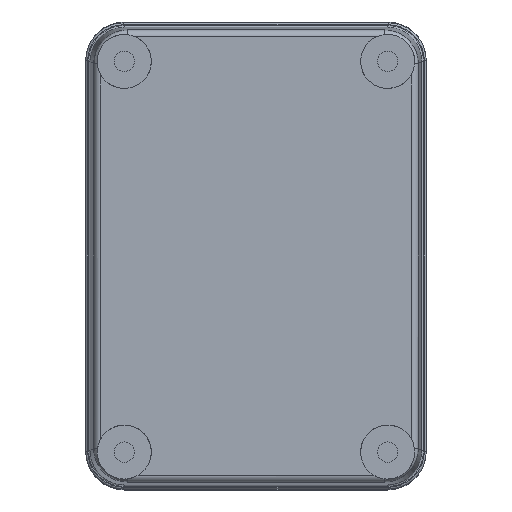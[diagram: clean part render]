
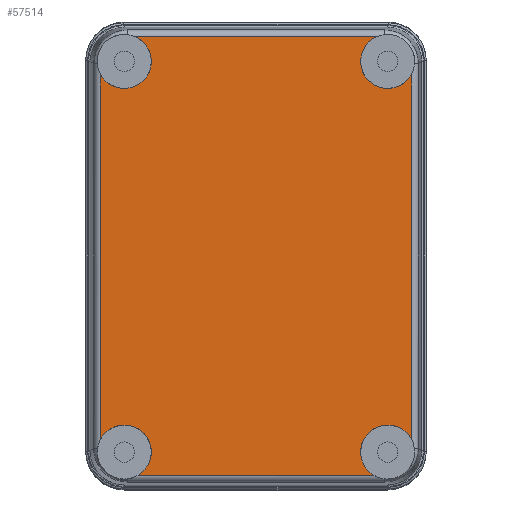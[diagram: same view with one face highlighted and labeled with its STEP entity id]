
A CAD part, front view. The second image highlights one B-rep face of the part: STEP entity #57514.
In plain terms, the highlighted planar face has unit normal (0, -1, 0).
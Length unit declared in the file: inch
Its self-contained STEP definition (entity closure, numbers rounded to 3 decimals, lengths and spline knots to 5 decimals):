
#149 = CARTESIAN_POINT ( 'NONE',  ( -1.4416, -1.965, 1.68637 ) ) ;
#584 = CIRCLE ( 'NONE', #24370, 0.25 ) ;
#1260 = DIRECTION ( 'NONE',  ( 0., 1., 0. ) ) ;
#2325 = EDGE_CURVE ( 'NONE', #53501, #60611, #71082, .T. ) ;
#3102 = EDGE_LOOP ( 'NONE', ( #7865, #71554, #43971, #63903, #47273, #21783, #65952, #43337 ) ) ;
#3947 = CIRCLE ( 'NONE', #68956, 0.25 ) ;
#4610 = DIRECTION ( 'NONE',  ( 0., -1., 0. ) ) ;
#4892 = AXIS2_PLACEMENT_3D ( 'NONE', #29495, #4610, #78178 ) ;
#5655 = VECTOR ( 'NONE', #11912, 39.37008 ) ;
#6068 = CIRCLE ( 'NONE', #41800, 0.25 ) ;
#7865 = ORIENTED_EDGE ( 'NONE', *, *, #31200, .F. ) ;
#8549 = DIRECTION ( 'NONE',  ( 0., 0., 1. ) ) ;
#10754 = CARTESIAN_POINT ( 'NONE',  ( 1.2195, -1.965, -1.81695 ) ) ;
#11912 = DIRECTION ( 'NONE',  ( 0., 0., -1. ) ) ;
#14246 = LINE ( 'NONE', #48344, #5655 ) ;
#20014 = CARTESIAN_POINT ( 'NONE',  ( -1.11861, -1.965, 2.03135 ) ) ;
#20157 = CARTESIAN_POINT ( 'NONE',  ( 1.4406, -1.965, -1.7805 ) ) ;
#21783 = ORIENTED_EDGE ( 'NONE', *, *, #70250, .T. ) ;
#21938 = CARTESIAN_POINT ( 'NONE',  ( 1.2195, -1.965, 1.80305 ) ) ;
#22297 = DIRECTION ( 'NONE',  ( 0., -1., 0. ) ) ;
#22489 = DIRECTION ( 'NONE',  ( 0., -1., 0. ) ) ;
#24370 = AXIS2_PLACEMENT_3D ( 'NONE', #10754, #22297, #53830 ) ;
#28400 = CARTESIAN_POINT ( 'NONE',  ( 1.4406, -1.965, -1.70026 ) ) ;
#28604 = DIRECTION ( 'NONE',  ( -1., 0., 0. ) ) ;
#29116 = CARTESIAN_POINT ( 'NONE',  ( -1.1905, -1.965, -2.03135 ) ) ;
#29495 = CARTESIAN_POINT ( 'NONE',  ( -1.2205, -1.965, -1.81695 ) ) ;
#31200 = EDGE_CURVE ( 'NONE', #72972, #67977, #6068, .T. ) ;
#31782 = DIRECTION ( 'NONE',  ( -1., 0., 0. ) ) ;
#32894 = CARTESIAN_POINT ( 'NONE',  ( -1.09193, -1.965, -2.03135 ) ) ;
#35341 = VECTOR ( 'NONE', #8549, 39.37008 ) ;
#36835 = EDGE_CURVE ( 'NONE', #46496, #67977, #62428, .T. ) ;
#38415 = CARTESIAN_POINT ( 'NONE',  ( 1.4406, -1.965, 1.68637 ) ) ;
#40781 = DIRECTION ( 'NONE',  ( -1., 0., 0. ) ) ;
#41800 = AXIS2_PLACEMENT_3D ( 'NONE', #77425, #53325, #40781 ) ;
#43313 = CARTESIAN_POINT ( 'NONE',  ( -1.1905, -1.965, -1.7805 ) ) ;
#43337 = ORIENTED_EDGE ( 'NONE', *, *, #36835, .T. ) ;
#43971 = ORIENTED_EDGE ( 'NONE', *, *, #58095, .F. ) ;
#44254 = VERTEX_POINT ( 'NONE', #28400 ) ;
#44258 = VECTOR ( 'NONE', #71967, 39.37008 ) ;
#44420 = CARTESIAN_POINT ( 'NONE',  ( 1.11761, -1.965, 2.03135 ) ) ;
#44786 = VERTEX_POINT ( 'NONE', #38415 ) ;
#46496 = VERTEX_POINT ( 'NONE', #44420 ) ;
#47273 = ORIENTED_EDGE ( 'NONE', *, *, #67646, .F. ) ;
#48344 = CARTESIAN_POINT ( 'NONE',  ( -1.4416, -1.965, -1.7805 ) ) ;
#49466 = PLANE ( 'NONE',  #76619 ) ;
#51739 = CARTESIAN_POINT ( 'NONE',  ( -1.4416, -1.965, -1.70026 ) ) ;
#53325 = DIRECTION ( 'NONE',  ( 0., -1., 0. ) ) ;
#53501 = VERTEX_POINT ( 'NONE', #32894 ) ;
#53830 = DIRECTION ( 'NONE',  ( -1., 0., 0. ) ) ;
#56696 = VECTOR ( 'NONE', #60059, 39.37008 ) ;
#57514 = ADVANCED_FACE ( 'NONE', ( #59316 ), #49466, .F. ) ;
#58095 = EDGE_CURVE ( 'NONE', #53501, #60919, #59147, .T. ) ;
#59147 = CIRCLE ( 'NONE', #4892, 0.25 ) ;
#59316 = FACE_OUTER_BOUND ( 'NONE', #3102, .T. ) ;
#60059 = DIRECTION ( 'NONE',  ( -1., 0., 0. ) ) ;
#60611 = VERTEX_POINT ( 'NONE', #61426 ) ;
#60919 = VERTEX_POINT ( 'NONE', #51739 ) ;
#61176 = EDGE_CURVE ( 'NONE', #46496, #44786, #3947, .T. ) ;
#61426 = CARTESIAN_POINT ( 'NONE',  ( 1.09093, -1.965, -2.03135 ) ) ;
#62428 = LINE ( 'NONE', #66262, #56696 ) ;
#62984 = LINE ( 'NONE', #20157, #35341 ) ;
#63903 = ORIENTED_EDGE ( 'NONE', *, *, #2325, .T. ) ;
#65952 = ORIENTED_EDGE ( 'NONE', *, *, #61176, .F. ) ;
#66025 = EDGE_CURVE ( 'NONE', #72972, #60919, #14246, .T. ) ;
#66262 = CARTESIAN_POINT ( 'NONE',  ( -1.1905, -1.965, 2.03135 ) ) ;
#67646 = EDGE_CURVE ( 'NONE', #44254, #60611, #584, .T. ) ;
#67977 = VERTEX_POINT ( 'NONE', #20014 ) ;
#68956 = AXIS2_PLACEMENT_3D ( 'NONE', #21938, #22489, #28604 ) ;
#70250 = EDGE_CURVE ( 'NONE', #44254, #44786, #62984, .T. ) ;
#71082 = LINE ( 'NONE', #29116, #44258 ) ;
#71554 = ORIENTED_EDGE ( 'NONE', *, *, #66025, .T. ) ;
#71967 = DIRECTION ( 'NONE',  ( 1., 0., 0. ) ) ;
#72972 = VERTEX_POINT ( 'NONE', #149 ) ;
#76619 = AXIS2_PLACEMENT_3D ( 'NONE', #43313, #1260, #31782 ) ;
#77425 = CARTESIAN_POINT ( 'NONE',  ( -1.2205, -1.965, 1.80305 ) ) ;
#78178 = DIRECTION ( 'NONE',  ( -1., 0., 0. ) ) ;
